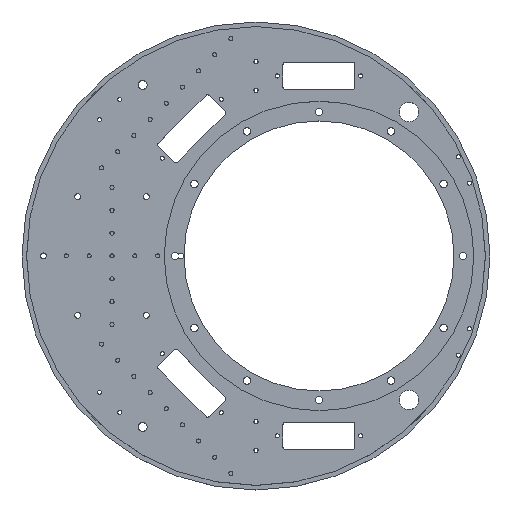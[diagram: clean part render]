
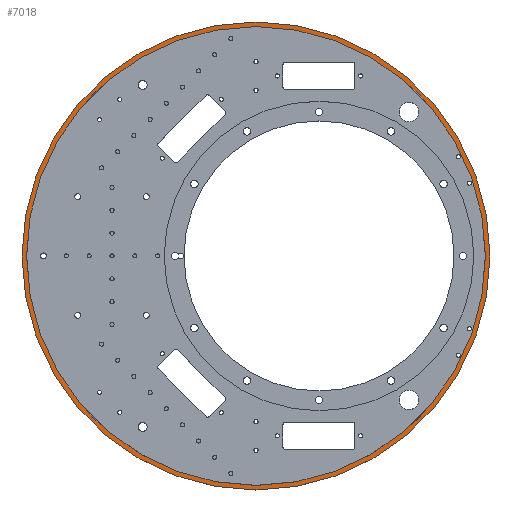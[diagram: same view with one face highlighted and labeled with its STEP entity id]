
A CAD part, top view. The second image highlights one B-rep face of the part: STEP entity #7018.
In plain terms, the highlighted planar face has unit normal (0, 0, 1).
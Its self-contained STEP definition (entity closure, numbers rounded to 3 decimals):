
#43 = CYLINDRICAL_SURFACE('',#44,130.);
#44 = AXIS2_PLACEMENT_3D('',#45,#46,#47);
#45 = CARTESIAN_POINT('',(0.,0.,0.));
#46 = DIRECTION('',(-0.,-0.,-1.));
#47 = DIRECTION('',(1.,0.,0.));
#2510 = VERTEX_POINT('',#2511);
#2511 = CARTESIAN_POINT('',(130.,0.,3.175));
#2532 = EDGE_CURVE('',#2510,#2510,#2533,.T.);
#2533 = SURFACE_CURVE('',#2534,(#2539,#2546),.PCURVE_S1.);
#2534 = CIRCLE('',#2535,130.);
#2535 = AXIS2_PLACEMENT_3D('',#2536,#2537,#2538);
#2536 = CARTESIAN_POINT('',(0.,0.,3.175));
#2537 = DIRECTION('',(0.,0.,1.));
#2538 = DIRECTION('',(1.,0.,0.));
#2539 = PCURVE('',#43,#2540);
#2540 = DEFINITIONAL_REPRESENTATION('',(#2541),#2545);
#2541 = LINE('',#2542,#2543);
#2542 = CARTESIAN_POINT('',(-0.,-3.175));
#2543 = VECTOR('',#2544,1.);
#2544 = DIRECTION('',(-1.,0.));
#2545 = ( GEOMETRIC_REPRESENTATION_CONTEXT(2) 
PARAMETRIC_REPRESENTATION_CONTEXT() REPRESENTATION_CONTEXT('2D SPACE',''
  ) );
#2546 = PCURVE('',#2547,#2552);
#2547 = PLANE('',#2548);
#2548 = AXIS2_PLACEMENT_3D('',#2549,#2550,#2551);
#2549 = CARTESIAN_POINT('',(0.,0.,3.175
    ));
#2550 = DIRECTION('',(0.,0.,1.));
#2551 = DIRECTION('',(1.,0.,-0.));
#2552 = DEFINITIONAL_REPRESENTATION('',(#2553),#2557);
#2553 = CIRCLE('',#2554,130.);
#2554 = AXIS2_PLACEMENT_2D('',#2555,#2556);
#2555 = CARTESIAN_POINT('',(0.,0.));
#2556 = DIRECTION('',(1.,0.));
#2557 = ( GEOMETRIC_REPRESENTATION_CONTEXT(2) 
PARAMETRIC_REPRESENTATION_CONTEXT() REPRESENTATION_CONTEXT('2D SPACE',''
  ) );
#7018 = ADVANCED_FACE('',(#7019,#7022),#2547,.T.);
#7019 = FACE_BOUND('',#7020,.T.);
#7020 = EDGE_LOOP('',(#7021));
#7021 = ORIENTED_EDGE('',*,*,#2532,.T.);
#7022 = FACE_BOUND('',#7023,.T.);
#7023 = EDGE_LOOP('',(#7024));
#7024 = ORIENTED_EDGE('',*,*,#7025,.F.);
#7025 = EDGE_CURVE('',#7026,#7026,#7028,.T.);
#7026 = VERTEX_POINT('',#7027);
#7027 = CARTESIAN_POINT('',(127.413,0.,3.175));
#7028 = SURFACE_CURVE('',#7029,(#7034,#7041),.PCURVE_S1.);
#7029 = CIRCLE('',#7030,127.413);
#7030 = AXIS2_PLACEMENT_3D('',#7031,#7032,#7033);
#7031 = CARTESIAN_POINT('',(0.,0.,3.175));
#7032 = DIRECTION('',(0.,0.,1.));
#7033 = DIRECTION('',(1.,0.,0.));
#7034 = PCURVE('',#2547,#7035);
#7035 = DEFINITIONAL_REPRESENTATION('',(#7036),#7040);
#7036 = CIRCLE('',#7037,127.413);
#7037 = AXIS2_PLACEMENT_2D('',#7038,#7039);
#7038 = CARTESIAN_POINT('',(0.,0.));
#7039 = DIRECTION('',(1.,0.));
#7040 = ( GEOMETRIC_REPRESENTATION_CONTEXT(2) 
PARAMETRIC_REPRESENTATION_CONTEXT() REPRESENTATION_CONTEXT('2D SPACE',''
  ) );
#7041 = PCURVE('',#7042,#7047);
#7042 = CYLINDRICAL_SURFACE('',#7043,127.413);
#7043 = AXIS2_PLACEMENT_3D('',#7044,#7045,#7046);
#7044 = CARTESIAN_POINT('',(0.,0.,3.175));
#7045 = DIRECTION('',(-0.,-0.,-1.));
#7046 = DIRECTION('',(1.,0.,0.));
#7047 = DEFINITIONAL_REPRESENTATION('',(#7048),#7052);
#7048 = LINE('',#7049,#7050);
#7049 = CARTESIAN_POINT('',(-0.,0.));
#7050 = VECTOR('',#7051,1.);
#7051 = DIRECTION('',(-1.,0.));
#7052 = ( GEOMETRIC_REPRESENTATION_CONTEXT(2) 
PARAMETRIC_REPRESENTATION_CONTEXT() REPRESENTATION_CONTEXT('2D SPACE',''
  ) );
